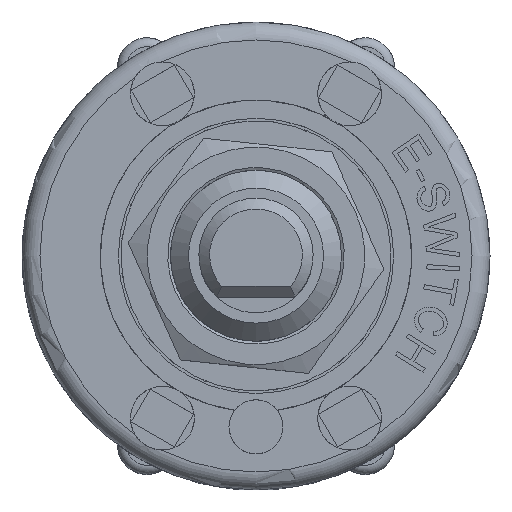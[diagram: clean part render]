
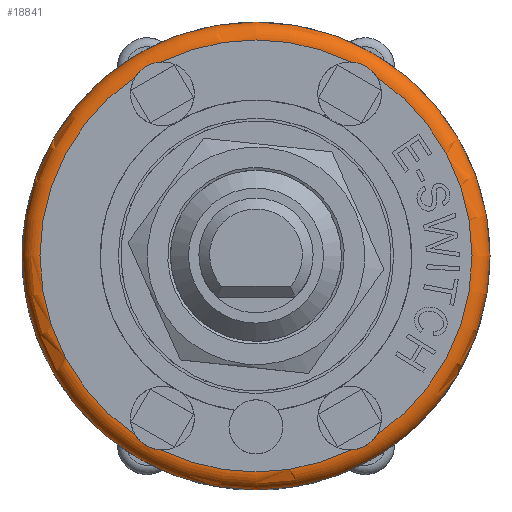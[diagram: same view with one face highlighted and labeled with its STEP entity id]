
A CAD part, top view. The second image highlights one B-rep face of the part: STEP entity #18841.
In plain terms, the highlighted toroidal (fillet/blend) face has major radius 12 mm and minor radius 1 mm.
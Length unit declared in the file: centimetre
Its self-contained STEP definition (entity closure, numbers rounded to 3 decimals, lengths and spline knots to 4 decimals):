
#26=TOROIDAL_SURFACE('',#20027,1.2,0.1);
#1330=B_SPLINE_CURVE_WITH_KNOTS('',3,(#32238,#32239,#32240,#32241,#32242,
#32243,#32244,#32245,#32246,#32247,#32248,#32249),.UNSPECIFIED.,.F.,.F.,
(4,2,2,2,2,4),(-0.2692,-0.2446,-0.216,
-0.1921,-0.1645,-0.1357),.UNSPECIFIED.);
#1331=B_SPLINE_CURVE_WITH_KNOTS('',3,(#32261,#32262,#32263,#32264,#32265,
#32266,#32267,#32268,#32269,#32270,#32271,#32272),.UNSPECIFIED.,.F.,.F.,
(4,2,2,2,2,4),(-0.2692,-0.2446,-0.216,
-0.1921,-0.1645,-0.1357),.UNSPECIFIED.);
#1332=B_SPLINE_CURVE_WITH_KNOTS('',3,(#32289,#32290,#32291,#32292,#32293,
#32294,#32295,#32296,#32297,#32298,#32299,#32300),.UNSPECIFIED.,.F.,.F.,
(4,2,2,2,2,4),(-0.2692,-0.2446,-0.216,
-0.1921,-0.1645,-0.1357),.UNSPECIFIED.);
#1333=B_SPLINE_CURVE_WITH_KNOTS('',3,(#32322,#32323,#32324,#32325,#32326,
#32327,#32328,#32329,#32330,#32331,#32332,#32333),.UNSPECIFIED.,.F.,.F.,
(4,2,2,2,2,4),(-0.2692,-0.2446,-0.216,
-0.1921,-0.1645,-0.1357),.UNSPECIFIED.);
#2283=FACE_OUTER_BOUND('',#3382,.T.);
#3382=EDGE_LOOP('',(#17412,#17413,#17414,#17415,#17416,#17417,#17418,#17419,
#17420,#17421,#17422,#17423));
#7724=CIRCLE('',#19980,1.3);
#7751=CIRCLE('',#20028,0.1);
#7752=CIRCLE('',#20029,1.2);
#7753=CIRCLE('',#20030,1.2);
#7754=CIRCLE('',#20031,1.2);
#7755=CIRCLE('',#20032,1.2);
#7756=CIRCLE('',#20033,1.2);
#9511=VERTEX_POINT('',#32200);
#9519=VERTEX_POINT('',#32236);
#9520=VERTEX_POINT('',#32237);
#9523=VERTEX_POINT('',#32259);
#9524=VERTEX_POINT('',#32260);
#9529=VERTEX_POINT('',#32287);
#9530=VERTEX_POINT('',#32288);
#9537=VERTEX_POINT('',#32320);
#9538=VERTEX_POINT('',#32321);
#9541=VERTEX_POINT('',#32343);
#12180=EDGE_CURVE('',#9511,#9511,#7724,.T.);
#12198=EDGE_CURVE('',#9519,#9520,#1330,.T.);
#12204=EDGE_CURVE('',#9523,#9524,#1331,.T.);
#12212=EDGE_CURVE('',#9529,#9530,#1332,.T.);
#12222=EDGE_CURVE('',#9537,#9538,#1333,.T.);
#12228=EDGE_CURVE('',#9511,#9541,#7751,.T.);
#12229=EDGE_CURVE('',#9541,#9529,#7752,.T.);
#12230=EDGE_CURVE('',#9530,#9523,#7753,.T.);
#12231=EDGE_CURVE('',#9524,#9519,#7754,.T.);
#12232=EDGE_CURVE('',#9520,#9537,#7755,.T.);
#12233=EDGE_CURVE('',#9538,#9541,#7756,.T.);
#17412=ORIENTED_EDGE('',*,*,#12180,.T.);
#17413=ORIENTED_EDGE('',*,*,#12228,.T.);
#17414=ORIENTED_EDGE('',*,*,#12229,.T.);
#17415=ORIENTED_EDGE('',*,*,#12212,.T.);
#17416=ORIENTED_EDGE('',*,*,#12230,.T.);
#17417=ORIENTED_EDGE('',*,*,#12204,.T.);
#17418=ORIENTED_EDGE('',*,*,#12231,.T.);
#17419=ORIENTED_EDGE('',*,*,#12198,.T.);
#17420=ORIENTED_EDGE('',*,*,#12232,.T.);
#17421=ORIENTED_EDGE('',*,*,#12222,.T.);
#17422=ORIENTED_EDGE('',*,*,#12233,.T.);
#17423=ORIENTED_EDGE('',*,*,#12228,.F.);
#18841=ADVANCED_FACE('',(#2283),#26,.T.);
#19980=AXIS2_PLACEMENT_3D('',#32201,#24194,#24195);
#20027=AXIS2_PLACEMENT_3D('',#32342,#24305,#24306);
#20028=AXIS2_PLACEMENT_3D('',#32344,#24307,#24308);
#20029=AXIS2_PLACEMENT_3D('',#32345,#24309,#24310);
#20030=AXIS2_PLACEMENT_3D('',#32346,#24311,#24312);
#20031=AXIS2_PLACEMENT_3D('',#32347,#24313,#24314);
#20032=AXIS2_PLACEMENT_3D('',#32348,#24315,#24316);
#20033=AXIS2_PLACEMENT_3D('',#32349,#24317,#24318);
#24194=DIRECTION('center_axis',(0.,0.,1.));
#24195=DIRECTION('ref_axis',(-1.,0.,0.));
#24305=DIRECTION('center_axis',(0.,0.,-1.));
#24306=DIRECTION('ref_axis',(-1.,0.,0.));
#24307=DIRECTION('center_axis',(0.,-1.,0.));
#24308=DIRECTION('ref_axis',(1.,0.,0.));
#24309=DIRECTION('center_axis',(0.,0.,-1.));
#24310=DIRECTION('ref_axis',(-1.,0.,0.));
#24311=DIRECTION('center_axis',(0.,0.,-1.));
#24312=DIRECTION('ref_axis',(-1.,0.,0.));
#24313=DIRECTION('center_axis',(0.,0.,-1.));
#24314=DIRECTION('ref_axis',(-1.,0.,0.));
#24315=DIRECTION('center_axis',(0.,0.,-1.));
#24316=DIRECTION('ref_axis',(-1.,0.,0.));
#24317=DIRECTION('center_axis',(0.,0.,-1.));
#24318=DIRECTION('ref_axis',(-1.,0.,0.));
#32200=CARTESIAN_POINT('',(1.3,0.,0.95));
#32201=CARTESIAN_POINT('Origin',(0.,0.,0.95));
#32236=CARTESIAN_POINT('',(-0.67,0.9955,1.05));
#32237=CARTESIAN_POINT('',(-0.5271,1.078,1.05));
#32238=CARTESIAN_POINT('Ctrl Pts',(-0.67,0.9955,
1.05));
#32239=CARTESIAN_POINT('Ctrl Pts',(-0.6646,1.0041,
1.05));
#32240=CARTESIAN_POINT('Ctrl Pts',(-0.6583,1.0124,
1.0498));
#32241=CARTESIAN_POINT('Ctrl Pts',(-0.6428,1.0294,
1.0491));
#32242=CARTESIAN_POINT('Ctrl Pts',(-0.6335,1.0377,
1.0488));
#32243=CARTESIAN_POINT('Ctrl Pts',(-0.615,1.051,1.0484));
#32244=CARTESIAN_POINT('Ctrl Pts',(-0.6061,1.0563,
1.0484));
#32245=CARTESIAN_POINT('Ctrl Pts',(-0.5859,1.0659,1.0487));
#32246=CARTESIAN_POINT('Ctrl Pts',(-0.5747,1.07,1.049));
#32247=CARTESIAN_POINT('Ctrl Pts',(-0.551,1.0759,1.0497));
#32248=CARTESIAN_POINT('Ctrl Pts',(-0.539,1.0775,
1.05));
#32249=CARTESIAN_POINT('Ctrl Pts',(-0.5271,1.078,
1.05));
#32259=CARTESIAN_POINT('',(-0.5271,-1.078,1.05));
#32260=CARTESIAN_POINT('',(-0.67,-0.9955,1.05));
#32261=CARTESIAN_POINT('Ctrl Pts',(-0.5271,-1.078,
1.05));
#32262=CARTESIAN_POINT('Ctrl Pts',(-0.5373,-1.0776,
1.05));
#32263=CARTESIAN_POINT('Ctrl Pts',(-0.5476,-1.0763,
1.0498));
#32264=CARTESIAN_POINT('Ctrl Pts',(-0.5701,-1.0714,1.0491));
#32265=CARTESIAN_POINT('Ctrl Pts',(-0.5819,-1.0675,
1.0488));
#32266=CARTESIAN_POINT('Ctrl Pts',(-0.6027,-1.0581,
1.0484));
#32267=CARTESIAN_POINT('Ctrl Pts',(-0.6117,-1.053,
1.0484));
#32268=CARTESIAN_POINT('Ctrl Pts',(-0.6301,-1.0404,
1.0487));
#32269=CARTESIAN_POINT('Ctrl Pts',(-0.6393,-1.0327,
1.049));
#32270=CARTESIAN_POINT('Ctrl Pts',(-0.6562,-1.0151,
1.0497));
#32271=CARTESIAN_POINT('Ctrl Pts',(-0.6637,-1.0055,
1.05));
#32272=CARTESIAN_POINT('Ctrl Pts',(-0.67,-0.9955,
1.05));
#32287=CARTESIAN_POINT('',(0.67,-0.9955,1.05));
#32288=CARTESIAN_POINT('',(0.5271,-1.078,1.05));
#32289=CARTESIAN_POINT('Ctrl Pts',(0.67,-0.9955,
1.05));
#32290=CARTESIAN_POINT('Ctrl Pts',(0.6646,-1.0041,
1.05));
#32291=CARTESIAN_POINT('Ctrl Pts',(0.6583,-1.0124,
1.0498));
#32292=CARTESIAN_POINT('Ctrl Pts',(0.6428,-1.0294,
1.0491));
#32293=CARTESIAN_POINT('Ctrl Pts',(0.6335,-1.0377,
1.0488));
#32294=CARTESIAN_POINT('Ctrl Pts',(0.615,-1.051,
1.0484));
#32295=CARTESIAN_POINT('Ctrl Pts',(0.6061,-1.0563,
1.0484));
#32296=CARTESIAN_POINT('Ctrl Pts',(0.5859,-1.0659,1.0487));
#32297=CARTESIAN_POINT('Ctrl Pts',(0.5747,-1.07,1.049));
#32298=CARTESIAN_POINT('Ctrl Pts',(0.551,-1.0759,
1.0497));
#32299=CARTESIAN_POINT('Ctrl Pts',(0.539,-1.0775,
1.05));
#32300=CARTESIAN_POINT('Ctrl Pts',(0.5271,-1.078,
1.05));
#32320=CARTESIAN_POINT('',(0.5271,1.078,1.05));
#32321=CARTESIAN_POINT('',(0.67,0.9955,1.05));
#32322=CARTESIAN_POINT('Ctrl Pts',(0.5271,1.078,1.05));
#32323=CARTESIAN_POINT('Ctrl Pts',(0.5373,1.0776,1.05));
#32324=CARTESIAN_POINT('Ctrl Pts',(0.5476,1.0763,1.0498));
#32325=CARTESIAN_POINT('Ctrl Pts',(0.5701,1.0714,1.0491));
#32326=CARTESIAN_POINT('Ctrl Pts',(0.5819,1.0675,1.0488));
#32327=CARTESIAN_POINT('Ctrl Pts',(0.6027,1.0581,1.0484));
#32328=CARTESIAN_POINT('Ctrl Pts',(0.6117,1.053,1.0484));
#32329=CARTESIAN_POINT('Ctrl Pts',(0.6301,1.0404,1.0487));
#32330=CARTESIAN_POINT('Ctrl Pts',(0.6393,1.0327,1.049));
#32331=CARTESIAN_POINT('Ctrl Pts',(0.6562,1.0151,1.0497));
#32332=CARTESIAN_POINT('Ctrl Pts',(0.6637,1.0055,1.05));
#32333=CARTESIAN_POINT('Ctrl Pts',(0.67,0.9955,
1.05));
#32342=CARTESIAN_POINT('Origin',(0.,0.,0.95));
#32343=CARTESIAN_POINT('',(1.2,0.,1.05));
#32344=CARTESIAN_POINT('Origin',(1.2,0.,0.95));
#32345=CARTESIAN_POINT('Origin',(0.,0.,1.05));
#32346=CARTESIAN_POINT('Origin',(0.,0.,1.05));
#32347=CARTESIAN_POINT('Origin',(0.,0.,1.05));
#32348=CARTESIAN_POINT('Origin',(0.,0.,1.05));
#32349=CARTESIAN_POINT('Origin',(0.,0.,1.05));
